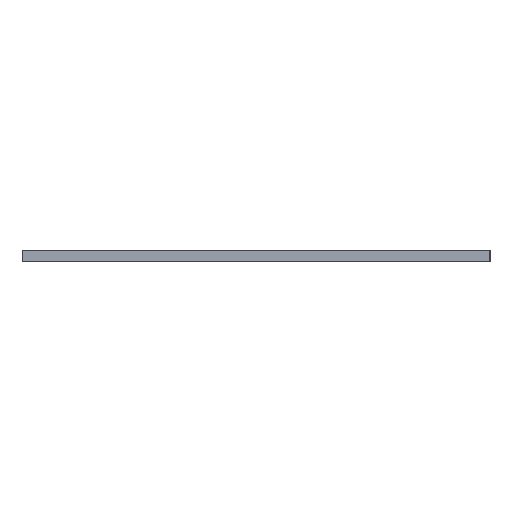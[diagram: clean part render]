
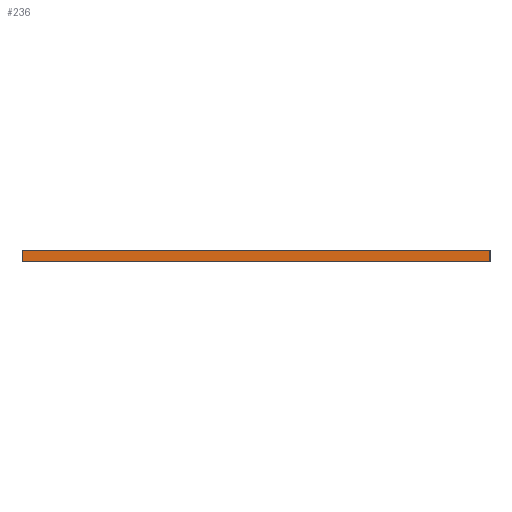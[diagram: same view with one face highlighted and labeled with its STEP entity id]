
A CAD part, left-side view. The second image highlights one B-rep face of the part: STEP entity #236.
In plain terms, the highlighted planar face has unit normal (-1, 0, 0).
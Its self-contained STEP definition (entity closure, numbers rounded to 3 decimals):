
#59 = CARTESIAN_POINT ( 'NONE',  ( -350., 1220., -175. ) ) ;
#205 = CARTESIAN_POINT ( 'NONE',  ( -350., 1220., -190. ) ) ;
#236 = ADVANCED_FACE ( 'NONE', ( #3189 ), #989, .F. ) ;
#276 = CARTESIAN_POINT ( 'NONE',  ( -350., 1820., -175. ) ) ;
#287 = VECTOR ( 'NONE', #2746, 1000. ) ;
#366 = CARTESIAN_POINT ( 'NONE',  ( -350., 1820., -175. ) ) ;
#542 = VERTEX_POINT ( 'NONE', #366 ) ;
#619 = CARTESIAN_POINT ( 'NONE',  ( -350., 1220., -175. ) ) ;
#652 = VERTEX_POINT ( 'NONE', #2984 ) ;
#738 = DIRECTION ( 'NONE',  ( 1., 0., 0. ) ) ;
#746 = EDGE_CURVE ( 'NONE', #2705, #1415, #2802, .T. ) ;
#952 = EDGE_CURVE ( 'NONE', #652, #1415, #1563, .T. ) ;
#989 = PLANE ( 'NONE',  #1997 ) ;
#1035 = DIRECTION ( 'NONE',  ( 0., 0., -1. ) ) ;
#1050 = CARTESIAN_POINT ( 'NONE',  ( -350., 1820., -190. ) ) ;
#1151 = ORIENTED_EDGE ( 'NONE', *, *, #1560, .F. ) ;
#1224 = LINE ( 'NONE', #1699, #1539 ) ;
#1326 = VECTOR ( 'NONE', #2266, 1000. ) ;
#1415 = VERTEX_POINT ( 'NONE', #205 ) ;
#1539 = VECTOR ( 'NONE', #2436, 1000. ) ;
#1560 = EDGE_CURVE ( 'NONE', #542, #2705, #1224, .T. ) ;
#1563 = LINE ( 'NONE', #1050, #1326 ) ;
#1699 = CARTESIAN_POINT ( 'NONE',  ( -350., 1820., -175. ) ) ;
#1726 = DIRECTION ( 'NONE',  ( 0., 1., 0. ) ) ;
#1774 = ORIENTED_EDGE ( 'NONE', *, *, #952, .T. ) ;
#1852 = ORIENTED_EDGE ( 'NONE', *, *, #2478, .T. ) ;
#1977 = CARTESIAN_POINT ( 'NONE',  ( -350., 1820., -175. ) ) ;
#1997 = AXIS2_PLACEMENT_3D ( 'NONE', #1977, #738, #1726 ) ;
#2071 = EDGE_LOOP ( 'NONE', ( #1774, #3071, #1151, #1852 ) ) ;
#2170 = VECTOR ( 'NONE', #1035, 1000. ) ;
#2266 = DIRECTION ( 'NONE',  ( 0., -1., 0. ) ) ;
#2436 = DIRECTION ( 'NONE',  ( 0., -1., 0. ) ) ;
#2478 = EDGE_CURVE ( 'NONE', #542, #652, #2980, .T. ) ;
#2705 = VERTEX_POINT ( 'NONE', #619 ) ;
#2746 = DIRECTION ( 'NONE',  ( 0., 0., -1. ) ) ;
#2802 = LINE ( 'NONE', #59, #287 ) ;
#2980 = LINE ( 'NONE', #276, #2170 ) ;
#2984 = CARTESIAN_POINT ( 'NONE',  ( -350., 1820., -190. ) ) ;
#3071 = ORIENTED_EDGE ( 'NONE', *, *, #746, .F. ) ;
#3189 = FACE_OUTER_BOUND ( 'NONE', #2071, .T. ) ;
